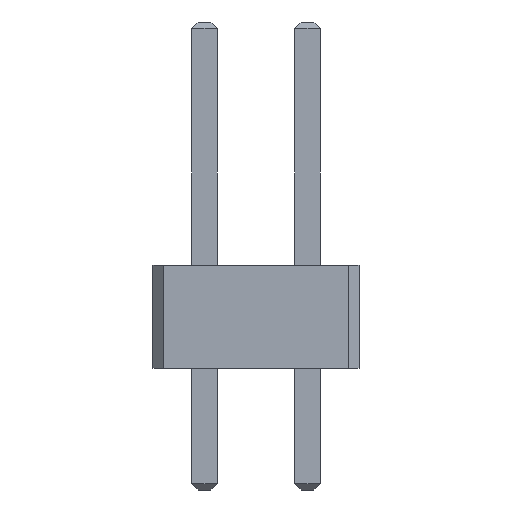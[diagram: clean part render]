
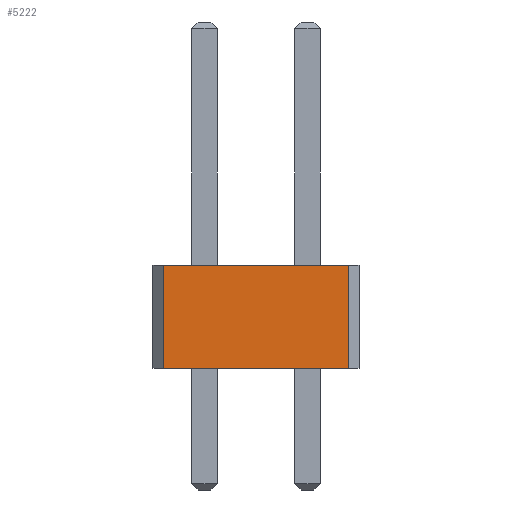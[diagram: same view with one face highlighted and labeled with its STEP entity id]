
A CAD part, front view. The second image highlights one B-rep face of the part: STEP entity #5222.
In plain terms, the highlighted planar face has unit normal (0, -1, 0).
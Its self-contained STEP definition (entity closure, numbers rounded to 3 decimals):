
#12=DIRECTION('',(0.,0.,1.));
#26=VECTOR('',#12,1.);
#88=DIRECTION('',(1.,0.,0.));
#427=VERTEX_POINT('',#428);
#428=CARTESIAN_POINT('',(-1.016,-57.15,0.));
#431=EDGE_CURVE('',#427,#432,#434,.T.);
#432=VERTEX_POINT('',#433);
#433=CARTESIAN_POINT('',(3.556,-57.15,0.));
#434=LINE('',#428,#435);
#435=VECTOR('',#88,1.);
#449=DIRECTION('',(0.,1.,0.));
#2322=VERTEX_POINT('',#2323);
#2323=CARTESIAN_POINT('',(-1.016,-57.15,2.54));
#2325=ORIENTED_EDGE('',*,*,#2326,.T.);
#2326=EDGE_CURVE('',#2322,#2327,#2329,.T.);
#2327=VERTEX_POINT('',#2328);
#2328=CARTESIAN_POINT('',(3.556,-57.15,2.54));
#2329=LINE('',#2323,#435);
#5207=EDGE_CURVE('',#427,#2322,#5208,.T.);
#5208=LINE('',#428,#26);
#5222=ADVANCED_FACE('',(#5223),#5230,.F.);
#5223=FACE_BOUND('',#5224,.F.);
#5224=EDGE_LOOP('',(#5225,#2325,#5226,#5229));
#5225=ORIENTED_EDGE('',*,*,#5207,.T.);
#5226=ORIENTED_EDGE('',*,*,#5227,.F.);
#5227=EDGE_CURVE('',#432,#2327,#5228,.T.);
#5228=LINE('',#433,#26);
#5229=ORIENTED_EDGE('',*,*,#431,.F.);
#5230=PLANE('',#5231);
#5231=AXIS2_PLACEMENT_3D('',#428,#449,#88);
